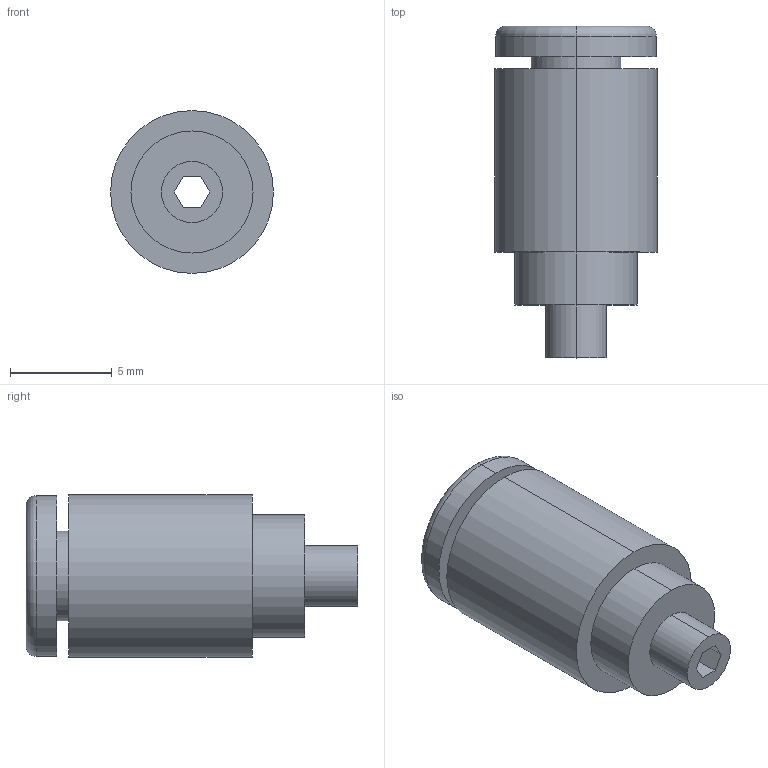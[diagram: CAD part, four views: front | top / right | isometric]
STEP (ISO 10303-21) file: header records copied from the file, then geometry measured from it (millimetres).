
FILE_DESCRIPTION (( 'STEP AP203' ), '1' );
FILE_NAME ('KJS04-M3.step.step', '2010-05-05T04:45:49', ( 'SysAdmin' ), ( 'SolidWorks' ), 'SwSTEP 2.0', 'SolidWorks 2010', '' );
FILE_SCHEMA (( 'CONFIG_CONTROL_DESIGN' ));
Length unit declared in the file: millimetre
Products named in the file (2): KJS04-M3.step; KJS04-M3.step_KJS_04-M3
Assembly tree (1 placements, depth 2):
  KJS04-M3.step
    KJS04-M3.step_KJS_04-M3
Bounding box: 8 x 16.3 x 8 mm (x, y, z)
Volume: 458.3 mm3; surface area: 679.9 mm2
Topology: 1 solids, 1 shells, 29 faces, 62 edges, 40 vertices
Faces by surface type: plane 13, cylinder 12, torus 4
Entity records: 996 total; most frequent: DIRECTION 160, CARTESIAN_POINT 135, ORIENTED_EDGE 124, AXIS2_PLACEMENT_3D 65, EDGE_CURVE 62, VERTEX_POINT 40, EDGE_LOOP 36, CIRCLE 32
